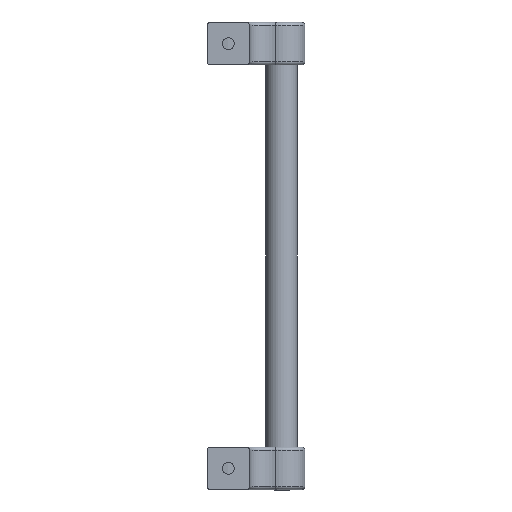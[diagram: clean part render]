
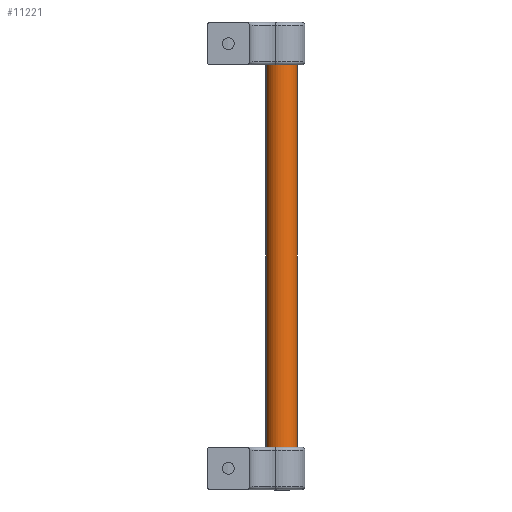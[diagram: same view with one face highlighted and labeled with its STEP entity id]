
A CAD part, front view. The second image highlights one B-rep face of the part: STEP entity #11221.
In plain terms, the highlighted cylindrical face has radius 7.5 mm (diameter 15 mm), a partial arc.
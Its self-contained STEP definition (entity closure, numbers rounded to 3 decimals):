
#1059 = CARTESIAN_POINT ( 'NONE',  ( 214., 0., 7.5 ) ) ;
#1125 = DIRECTION ( 'NONE',  ( 0., 0., -1. ) ) ;
#2111 = DIRECTION ( 'NONE',  ( -1., 0., 0. ) ) ;
#3632 = CARTESIAN_POINT ( 'NONE',  ( 214., 0., 7.5 ) ) ;
#3756 = VERTEX_POINT ( 'NONE', #26510 ) ;
#4046 = EDGE_CURVE ( 'NONE', #7385, #19510, #21827, .T. ) ;
#4505 = DIRECTION ( 'NONE',  ( -1., 0., 0. ) ) ;
#6749 = CARTESIAN_POINT ( 'NONE',  ( 214., 0., -7.5 ) ) ;
#7261 = EDGE_CURVE ( 'NONE', #8857, #3756, #28904, .T. ) ;
#7385 = VERTEX_POINT ( 'NONE', #21264 ) ;
#8857 = VERTEX_POINT ( 'NONE', #19911 ) ;
#9101 = AXIS2_PLACEMENT_3D ( 'NONE', #27961, #19190, #1125 ) ;
#9396 = ORIENTED_EDGE ( 'NONE', *, *, #12081, .F. ) ;
#11221 = ADVANCED_FACE ( 'NONE', ( #19395 ), #19337, .T. ) ;
#11852 = ORIENTED_EDGE ( 'NONE', *, *, #19686, .T. ) ;
#12081 = EDGE_CURVE ( 'NONE', #19510, #3756, #26031, .T. ) ;
#12625 = ORIENTED_EDGE ( 'NONE', *, *, #7261, .T. ) ;
#12999 = AXIS2_PLACEMENT_3D ( 'NONE', #24004, #23962, #23928 ) ;
#13312 = LINE ( 'NONE', #6749, #23653 ) ;
#14041 = ORIENTED_EDGE ( 'NONE', *, *, #4046, .F. ) ;
#16096 = EDGE_LOOP ( 'NONE', ( #14041, #11852, #12625, #9396 ) ) ;
#19190 = DIRECTION ( 'NONE',  ( 1., 0., 0. ) ) ;
#19337 = CYLINDRICAL_SURFACE ( 'NONE', #25183, 7.5 ) ;
#19395 = FACE_OUTER_BOUND ( 'NONE', #16096, .T. ) ;
#19510 = VERTEX_POINT ( 'NONE', #1059 ) ;
#19686 = EDGE_CURVE ( 'NONE', #7385, #8857, #13312, .T. ) ;
#19911 = CARTESIAN_POINT ( 'NONE',  ( 0., 0., -7.5 ) ) ;
#21264 = CARTESIAN_POINT ( 'NONE',  ( 214., 0., -7.5 ) ) ;
#21827 = CIRCLE ( 'NONE', #9101, 7.5 ) ;
#23653 = VECTOR ( 'NONE', #4505, 1000. ) ;
#23928 = DIRECTION ( 'NONE',  ( 0., 0., -1. ) ) ;
#23962 = DIRECTION ( 'NONE',  ( 1., 0., 0. ) ) ;
#24004 = CARTESIAN_POINT ( 'NONE',  ( 0., 0., 0. ) ) ;
#25183 = AXIS2_PLACEMENT_3D ( 'NONE', #27294, #27526, #27186 ) ;
#25974 = VECTOR ( 'NONE', #2111, 1000. ) ;
#26031 = LINE ( 'NONE', #3632, #25974 ) ;
#26510 = CARTESIAN_POINT ( 'NONE',  ( 0., 0., 7.5 ) ) ;
#27186 = DIRECTION ( 'NONE',  ( 0., 0., 1. ) ) ;
#27294 = CARTESIAN_POINT ( 'NONE',  ( 214., 0., 0. ) ) ;
#27526 = DIRECTION ( 'NONE',  ( -1., 0., 0. ) ) ;
#27961 = CARTESIAN_POINT ( 'NONE',  ( 214., 0., 0. ) ) ;
#28904 = CIRCLE ( 'NONE', #12999, 7.5 ) ;
